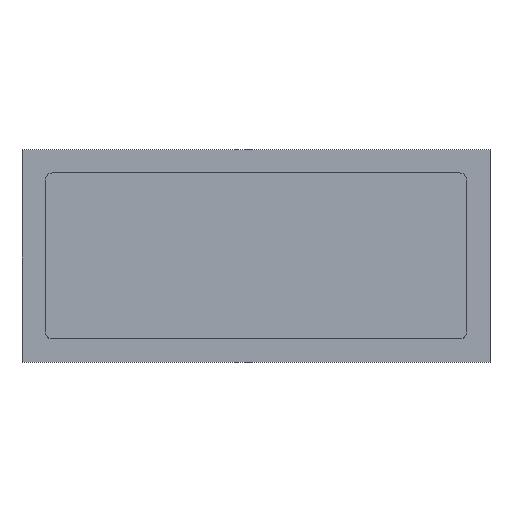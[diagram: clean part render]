
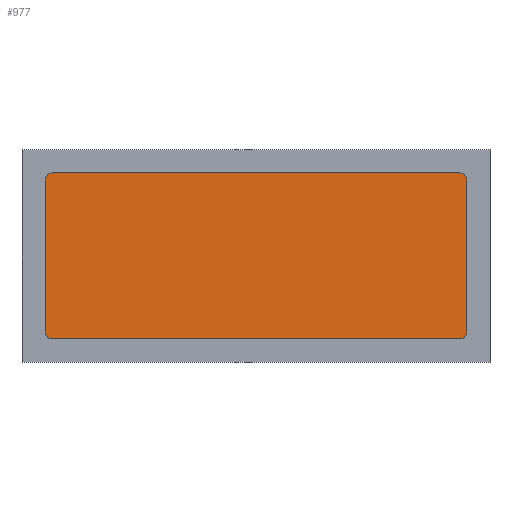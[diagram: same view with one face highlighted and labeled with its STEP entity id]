
A CAD part, top view. The second image highlights one B-rep face of the part: STEP entity #977.
In plain terms, the highlighted planar face has unit normal (0, 0, 1).
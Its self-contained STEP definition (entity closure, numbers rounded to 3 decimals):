
#44 = PLANE('',#45);
#45 = AXIS2_PLACEMENT_3D('',#46,#47,#48);
#46 = CARTESIAN_POINT('',(-14.85,5.85,0.5));
#47 = DIRECTION('',(0.,1.,0.));
#48 = DIRECTION('',(1.,0.,0.));
#77 = CYLINDRICAL_SURFACE('',#78,0.5);
#78 = AXIS2_PLACEMENT_3D('',#79,#80,#81);
#79 = CARTESIAN_POINT('',(-14.35,5.35,0.5));
#80 = DIRECTION('',(0.,0.,1.));
#81 = DIRECTION('',(0.,1.,0.));
#105 = PLANE('',#106);
#106 = AXIS2_PLACEMENT_3D('',#107,#108,#109);
#107 = CARTESIAN_POINT('',(-14.85,-5.85,0.5));
#108 = DIRECTION('',(-1.,0.,0.));
#109 = DIRECTION('',(0.,1.,0.));
#134 = CYLINDRICAL_SURFACE('',#135,0.5);
#135 = AXIS2_PLACEMENT_3D('',#136,#137,#138);
#136 = CARTESIAN_POINT('',(-14.35,-5.35,0.5));
#137 = DIRECTION('',(0.,0.,1.));
#138 = DIRECTION('',(0.,-1.,0.));
#162 = PLANE('',#163);
#163 = AXIS2_PLACEMENT_3D('',#164,#165,#166);
#164 = CARTESIAN_POINT('',(14.85,-5.85,0.5));
#165 = DIRECTION('',(0.,-1.,0.));
#166 = DIRECTION('',(-1.,0.,0.));
#191 = CYLINDRICAL_SURFACE('',#192,0.5);
#192 = AXIS2_PLACEMENT_3D('',#193,#194,#195);
#193 = CARTESIAN_POINT('',(14.35,-5.35,0.5));
#194 = DIRECTION('',(0.,0.,1.));
#195 = DIRECTION('',(1.,0.,0.));
#219 = PLANE('',#220);
#220 = AXIS2_PLACEMENT_3D('',#221,#222,#223);
#221 = CARTESIAN_POINT('',(14.85,5.85,0.5));
#222 = DIRECTION('',(1.,0.,0.));
#223 = DIRECTION('',(0.,-1.,0.));
#246 = CYLINDRICAL_SURFACE('',#247,0.5);
#247 = AXIS2_PLACEMENT_3D('',#248,#249,#250);
#248 = CARTESIAN_POINT('',(14.35,5.35,0.5));
#249 = DIRECTION('',(0.,0.,1.));
#250 = DIRECTION('',(0.,1.,0.));
#377 = VERTEX_POINT('',#378);
#378 = CARTESIAN_POINT('',(-14.35,5.85,2.));
#399 = EDGE_CURVE('',#377,#400,#402,.T.);
#400 = VERTEX_POINT('',#401);
#401 = CARTESIAN_POINT('',(14.35,5.85,2.));
#402 = SURFACE_CURVE('',#403,(#407,#414),.PCURVE_S1.);
#403 = LINE('',#404,#405);
#404 = CARTESIAN_POINT('',(-14.85,5.85,2.));
#405 = VECTOR('',#406,1.);
#406 = DIRECTION('',(1.,0.,0.));
#407 = PCURVE('',#44,#408);
#408 = DEFINITIONAL_REPRESENTATION('',(#409),#413);
#409 = LINE('',#410,#411);
#410 = CARTESIAN_POINT('',(0.,-1.5));
#411 = VECTOR('',#412,1.);
#412 = DIRECTION('',(1.,0.));
#413 = ( GEOMETRIC_REPRESENTATION_CONTEXT(2) 
PARAMETRIC_REPRESENTATION_CONTEXT() REPRESENTATION_CONTEXT('2D SPACE',''
  ) );
#414 = PCURVE('',#415,#420);
#415 = PLANE('',#416);
#416 = AXIS2_PLACEMENT_3D('',#417,#418,#419);
#417 = CARTESIAN_POINT('',(0.,0.,2.));
#418 = DIRECTION('',(-0.,-0.,-1.));
#419 = DIRECTION('',(-1.,0.,0.));
#420 = DEFINITIONAL_REPRESENTATION('',(#421),#425);
#421 = LINE('',#422,#423);
#422 = CARTESIAN_POINT('',(14.85,5.85));
#423 = VECTOR('',#424,1.);
#424 = DIRECTION('',(-1.,0.));
#425 = ( GEOMETRIC_REPRESENTATION_CONTEXT(2) 
PARAMETRIC_REPRESENTATION_CONTEXT() REPRESENTATION_CONTEXT('2D SPACE',''
  ) );
#453 = VERTEX_POINT('',#454);
#454 = CARTESIAN_POINT('',(-14.85,5.35,2.));
#475 = EDGE_CURVE('',#377,#453,#476,.T.);
#476 = SURFACE_CURVE('',#477,(#482,#489),.PCURVE_S1.);
#477 = CIRCLE('',#478,0.5);
#478 = AXIS2_PLACEMENT_3D('',#479,#480,#481);
#479 = CARTESIAN_POINT('',(-14.35,5.35,2.));
#480 = DIRECTION('',(-0.,0.,1.));
#481 = DIRECTION('',(0.,-1.,0.));
#482 = PCURVE('',#77,#483);
#483 = DEFINITIONAL_REPRESENTATION('',(#484),#488);
#484 = LINE('',#485,#486);
#485 = CARTESIAN_POINT('',(-3.142,1.5));
#486 = VECTOR('',#487,1.);
#487 = DIRECTION('',(1.,0.));
#488 = ( GEOMETRIC_REPRESENTATION_CONTEXT(2) 
PARAMETRIC_REPRESENTATION_CONTEXT() REPRESENTATION_CONTEXT('2D SPACE',''
  ) );
#489 = PCURVE('',#415,#490);
#490 = DEFINITIONAL_REPRESENTATION('',(#491),#499);
#491 = ( BOUNDED_CURVE() B_SPLINE_CURVE(2,(#492,#493,#494,#495,#496,#497
,#498),.UNSPECIFIED.,.T.,.F.) B_SPLINE_CURVE_WITH_KNOTS((1,2,2,2,2,1),(
    -2.094,0.,2.094,4.189,6.283,
8.378),.UNSPECIFIED.) CURVE() GEOMETRIC_REPRESENTATION_ITEM() 
RATIONAL_B_SPLINE_CURVE((1.,0.5,1.,0.5,1.,0.5,1.)) REPRESENTATION_ITEM(
  '') );
#492 = CARTESIAN_POINT('',(14.35,4.85));
#493 = CARTESIAN_POINT('',(13.484,4.85));
#494 = CARTESIAN_POINT('',(13.917,5.6));
#495 = CARTESIAN_POINT('',(14.35,6.35));
#496 = CARTESIAN_POINT('',(14.783,5.6));
#497 = CARTESIAN_POINT('',(15.216,4.85));
#498 = CARTESIAN_POINT('',(14.35,4.85));
#499 = ( GEOMETRIC_REPRESENTATION_CONTEXT(2) 
PARAMETRIC_REPRESENTATION_CONTEXT() REPRESENTATION_CONTEXT('2D SPACE',''
  ) );
#507 = VERTEX_POINT('',#508);
#508 = CARTESIAN_POINT('',(14.85,5.35,2.));
#529 = EDGE_CURVE('',#400,#507,#530,.T.);
#530 = SURFACE_CURVE('',#531,(#536,#543),.PCURVE_S1.);
#531 = CIRCLE('',#532,0.5);
#532 = AXIS2_PLACEMENT_3D('',#533,#534,#535);
#533 = CARTESIAN_POINT('',(14.35,5.35,2.));
#534 = DIRECTION('',(-0.,-0.,-1.));
#535 = DIRECTION('',(0.,-1.,0.));
#536 = PCURVE('',#246,#537);
#537 = DEFINITIONAL_REPRESENTATION('',(#538),#542);
#538 = LINE('',#539,#540);
#539 = CARTESIAN_POINT('',(3.142,1.5));
#540 = VECTOR('',#541,1.);
#541 = DIRECTION('',(-1.,0.));
#542 = ( GEOMETRIC_REPRESENTATION_CONTEXT(2) 
PARAMETRIC_REPRESENTATION_CONTEXT() REPRESENTATION_CONTEXT('2D SPACE',''
  ) );
#543 = PCURVE('',#415,#544);
#544 = DEFINITIONAL_REPRESENTATION('',(#545),#549);
#545 = CIRCLE('',#546,0.5);
#546 = AXIS2_PLACEMENT_2D('',#547,#548);
#547 = CARTESIAN_POINT('',(-14.35,5.35));
#548 = DIRECTION('',(0.,-1.));
#549 = ( GEOMETRIC_REPRESENTATION_CONTEXT(2) 
PARAMETRIC_REPRESENTATION_CONTEXT() REPRESENTATION_CONTEXT('2D SPACE',''
  ) );
#557 = VERTEX_POINT('',#558);
#558 = CARTESIAN_POINT('',(-14.85,-5.35,2.));
#579 = EDGE_CURVE('',#557,#453,#580,.T.);
#580 = SURFACE_CURVE('',#581,(#585,#592),.PCURVE_S1.);
#581 = LINE('',#582,#583);
#582 = CARTESIAN_POINT('',(-14.85,-5.85,2.));
#583 = VECTOR('',#584,1.);
#584 = DIRECTION('',(0.,1.,0.));
#585 = PCURVE('',#105,#586);
#586 = DEFINITIONAL_REPRESENTATION('',(#587),#591);
#587 = LINE('',#588,#589);
#588 = CARTESIAN_POINT('',(0.,-1.5));
#589 = VECTOR('',#590,1.);
#590 = DIRECTION('',(1.,0.));
#591 = ( GEOMETRIC_REPRESENTATION_CONTEXT(2) 
PARAMETRIC_REPRESENTATION_CONTEXT() REPRESENTATION_CONTEXT('2D SPACE',''
  ) );
#592 = PCURVE('',#415,#593);
#593 = DEFINITIONAL_REPRESENTATION('',(#594),#598);
#594 = LINE('',#595,#596);
#595 = CARTESIAN_POINT('',(14.85,-5.85));
#596 = VECTOR('',#597,1.);
#597 = DIRECTION('',(0.,1.));
#598 = ( GEOMETRIC_REPRESENTATION_CONTEXT(2) 
PARAMETRIC_REPRESENTATION_CONTEXT() REPRESENTATION_CONTEXT('2D SPACE',''
  ) );
#606 = EDGE_CURVE('',#507,#607,#609,.T.);
#607 = VERTEX_POINT('',#608);
#608 = CARTESIAN_POINT('',(14.85,-5.35,2.));
#609 = SURFACE_CURVE('',#610,(#614,#621),.PCURVE_S1.);
#610 = LINE('',#611,#612);
#611 = CARTESIAN_POINT('',(14.85,5.85,2.));
#612 = VECTOR('',#613,1.);
#613 = DIRECTION('',(0.,-1.,0.));
#614 = PCURVE('',#219,#615);
#615 = DEFINITIONAL_REPRESENTATION('',(#616),#620);
#616 = LINE('',#617,#618);
#617 = CARTESIAN_POINT('',(0.,-1.5));
#618 = VECTOR('',#619,1.);
#619 = DIRECTION('',(1.,0.));
#620 = ( GEOMETRIC_REPRESENTATION_CONTEXT(2) 
PARAMETRIC_REPRESENTATION_CONTEXT() REPRESENTATION_CONTEXT('2D SPACE',''
  ) );
#621 = PCURVE('',#415,#622);
#622 = DEFINITIONAL_REPRESENTATION('',(#623),#627);
#623 = LINE('',#624,#625);
#624 = CARTESIAN_POINT('',(-14.85,5.85));
#625 = VECTOR('',#626,1.);
#626 = DIRECTION('',(0.,-1.));
#627 = ( GEOMETRIC_REPRESENTATION_CONTEXT(2) 
PARAMETRIC_REPRESENTATION_CONTEXT() REPRESENTATION_CONTEXT('2D SPACE',''
  ) );
#655 = EDGE_CURVE('',#656,#557,#658,.T.);
#656 = VERTEX_POINT('',#657);
#657 = CARTESIAN_POINT('',(-14.35,-5.85,2.));
#658 = SURFACE_CURVE('',#659,(#664,#671),.PCURVE_S1.);
#659 = CIRCLE('',#660,0.5);
#660 = AXIS2_PLACEMENT_3D('',#661,#662,#663);
#661 = CARTESIAN_POINT('',(-14.35,-5.35,2.));
#662 = DIRECTION('',(-0.,-0.,-1.));
#663 = DIRECTION('',(0.,-1.,0.));
#664 = PCURVE('',#134,#665);
#665 = DEFINITIONAL_REPRESENTATION('',(#666),#670);
#666 = LINE('',#667,#668);
#667 = CARTESIAN_POINT('',(-0.,1.5));
#668 = VECTOR('',#669,1.);
#669 = DIRECTION('',(-1.,0.));
#670 = ( GEOMETRIC_REPRESENTATION_CONTEXT(2) 
PARAMETRIC_REPRESENTATION_CONTEXT() REPRESENTATION_CONTEXT('2D SPACE',''
  ) );
#671 = PCURVE('',#415,#672);
#672 = DEFINITIONAL_REPRESENTATION('',(#673),#677);
#673 = CIRCLE('',#674,0.5);
#674 = AXIS2_PLACEMENT_2D('',#675,#676);
#675 = CARTESIAN_POINT('',(14.35,-5.35));
#676 = DIRECTION('',(0.,-1.));
#677 = ( GEOMETRIC_REPRESENTATION_CONTEXT(2) 
PARAMETRIC_REPRESENTATION_CONTEXT() REPRESENTATION_CONTEXT('2D SPACE',''
  ) );
#705 = VERTEX_POINT('',#706);
#706 = CARTESIAN_POINT('',(14.35,-5.85,2.));
#727 = EDGE_CURVE('',#607,#705,#728,.T.);
#728 = SURFACE_CURVE('',#729,(#734,#741),.PCURVE_S1.);
#729 = CIRCLE('',#730,0.5);
#730 = AXIS2_PLACEMENT_3D('',#731,#732,#733);
#731 = CARTESIAN_POINT('',(14.35,-5.35,2.));
#732 = DIRECTION('',(-0.,-0.,-1.));
#733 = DIRECTION('',(0.,-1.,0.));
#734 = PCURVE('',#191,#735);
#735 = DEFINITIONAL_REPRESENTATION('',(#736),#740);
#736 = LINE('',#737,#738);
#737 = CARTESIAN_POINT('',(4.712,1.5));
#738 = VECTOR('',#739,1.);
#739 = DIRECTION('',(-1.,0.));
#740 = ( GEOMETRIC_REPRESENTATION_CONTEXT(2) 
PARAMETRIC_REPRESENTATION_CONTEXT() REPRESENTATION_CONTEXT('2D SPACE',''
  ) );
#741 = PCURVE('',#415,#742);
#742 = DEFINITIONAL_REPRESENTATION('',(#743),#747);
#743 = CIRCLE('',#744,0.5);
#744 = AXIS2_PLACEMENT_2D('',#745,#746);
#745 = CARTESIAN_POINT('',(-14.35,-5.35));
#746 = DIRECTION('',(0.,-1.));
#747 = ( GEOMETRIC_REPRESENTATION_CONTEXT(2) 
PARAMETRIC_REPRESENTATION_CONTEXT() REPRESENTATION_CONTEXT('2D SPACE',''
  ) );
#755 = EDGE_CURVE('',#705,#656,#756,.T.);
#756 = SURFACE_CURVE('',#757,(#761,#768),.PCURVE_S1.);
#757 = LINE('',#758,#759);
#758 = CARTESIAN_POINT('',(14.85,-5.85,2.));
#759 = VECTOR('',#760,1.);
#760 = DIRECTION('',(-1.,0.,0.));
#761 = PCURVE('',#162,#762);
#762 = DEFINITIONAL_REPRESENTATION('',(#763),#767);
#763 = LINE('',#764,#765);
#764 = CARTESIAN_POINT('',(0.,-1.5));
#765 = VECTOR('',#766,1.);
#766 = DIRECTION('',(1.,0.));
#767 = ( GEOMETRIC_REPRESENTATION_CONTEXT(2) 
PARAMETRIC_REPRESENTATION_CONTEXT() REPRESENTATION_CONTEXT('2D SPACE',''
  ) );
#768 = PCURVE('',#415,#769);
#769 = DEFINITIONAL_REPRESENTATION('',(#770),#774);
#770 = LINE('',#771,#772);
#771 = CARTESIAN_POINT('',(-14.85,-5.85));
#772 = VECTOR('',#773,1.);
#773 = DIRECTION('',(1.,0.));
#774 = ( GEOMETRIC_REPRESENTATION_CONTEXT(2) 
PARAMETRIC_REPRESENTATION_CONTEXT() REPRESENTATION_CONTEXT('2D SPACE',''
  ) );
#977 = ADVANCED_FACE('',(#978),#415,.F.);
#978 = FACE_BOUND('',#979,.F.);
#979 = EDGE_LOOP('',(#980,#981,#982,#983,#984,#985,#986,#987));
#980 = ORIENTED_EDGE('',*,*,#399,.T.);
#981 = ORIENTED_EDGE('',*,*,#529,.T.);
#982 = ORIENTED_EDGE('',*,*,#606,.T.);
#983 = ORIENTED_EDGE('',*,*,#727,.T.);
#984 = ORIENTED_EDGE('',*,*,#755,.T.);
#985 = ORIENTED_EDGE('',*,*,#655,.T.);
#986 = ORIENTED_EDGE('',*,*,#579,.T.);
#987 = ORIENTED_EDGE('',*,*,#475,.F.);
